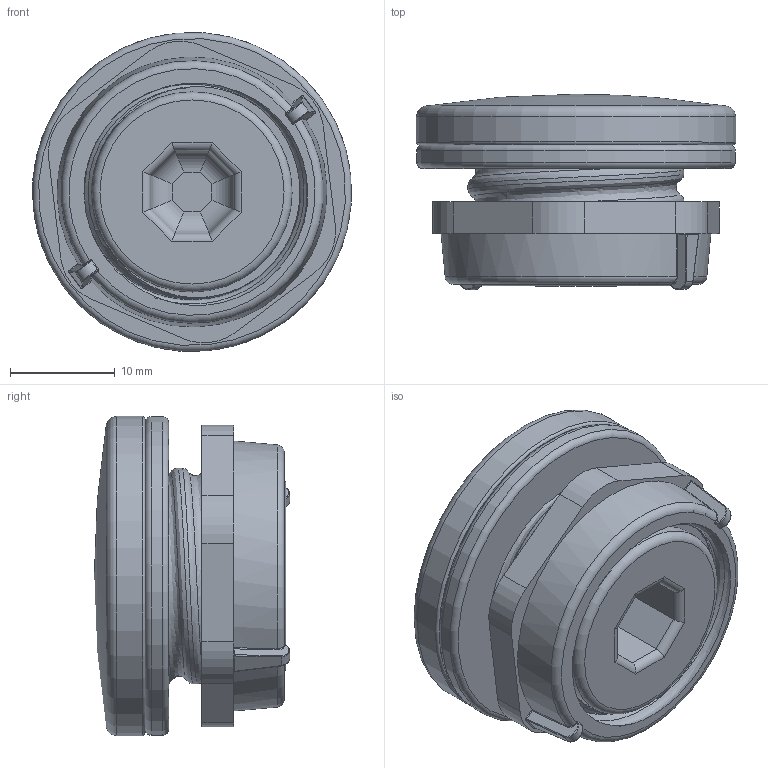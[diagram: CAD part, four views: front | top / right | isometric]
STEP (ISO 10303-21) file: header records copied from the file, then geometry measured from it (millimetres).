
FILE_DESCRIPTION (( 'STEP AP214' ), '1' );
FILE_NAME ('HPSERIES1.5.STEP', '2018-10-25T17:58:46', ( '' ), ( '' ), 'SwSTEP 2.0', 'SolidWorks 2018', '' );
FILE_SCHEMA (( 'AUTOMOTIVE_DESIGN' ));
Length unit declared in the file: inch
Products named in the file (1): HPSERIES1.5
Bounding box: 30.48 x 18.64 x 30.48 mm (x, y, z)
Volume: 8890.5 mm3; surface area: 5853.6 mm2
Topology: 3 solids, 3 shells, 120 faces, 280 edges, 171 vertices
Faces by surface type: cylinder 47, plane 35, bspline 26, torus 9, cone 2, sphere 1
Full cylindrical faces by diameter (mm): 19.101 x1, 20.828 x1, 30.48 x2
Entity records: 7895 total; most frequent: CARTESIAN_POINT 3895, ORIENTED_EDGE 532, DIRECTION 391, EDGE_CURVE 266, VERTEX_POINT 169, AXIS2_PLACEMENT_3D 147, EDGE_LOOP 141, FACE_OUTER_BOUND 131
